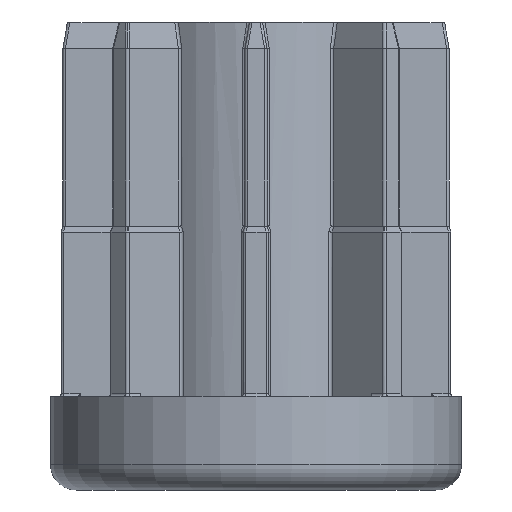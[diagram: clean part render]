
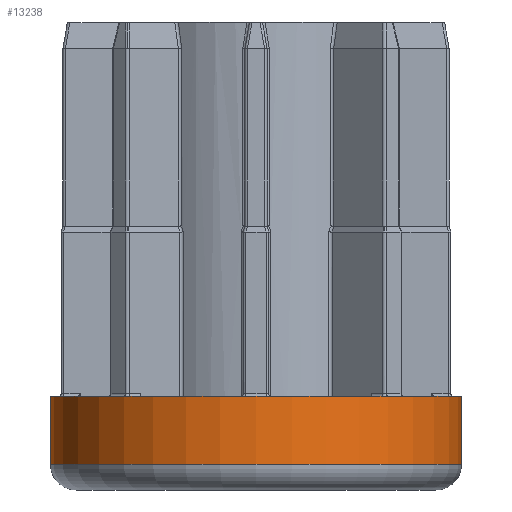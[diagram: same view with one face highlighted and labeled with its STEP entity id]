
A CAD part, front view. The second image highlights one B-rep face of the part: STEP entity #13238.
In plain terms, the highlighted cylindrical face has radius 24.15 mm (diameter 48.3 mm), a partial arc.
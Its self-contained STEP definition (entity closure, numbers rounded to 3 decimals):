
#177 = CARTESIAN_POINT ( 'NONE',  ( 0., 0., 3. ) ) ;
#1021 = ORIENTED_EDGE ( 'NONE', *, *, #4606, .F. ) ;
#1238 = DIRECTION ( 'NONE',  ( 1., 0., 0. ) ) ;
#1571 = DIRECTION ( 'NONE',  ( 0., 0., 1. ) ) ;
#2355 = ORIENTED_EDGE ( 'NONE', *, *, #5509, .T. ) ;
#2894 = CIRCLE ( 'NONE', #6191, 24.15 ) ;
#3345 = DIRECTION ( 'NONE',  ( 0., 0., -1. ) ) ;
#3592 = DIRECTION ( 'NONE',  ( -1., 0., 0. ) ) ;
#3810 = ORIENTED_EDGE ( 'NONE', *, *, #7270, .T. ) ;
#4279 = DIRECTION ( 'NONE',  ( 0., 0., -1. ) ) ;
#4480 = CIRCLE ( 'NONE', #8857, 24.15 ) ;
#4606 = EDGE_CURVE ( 'NONE', #7221, #5692, #2894, .T. ) ;
#5371 = CARTESIAN_POINT ( 'NONE',  ( 24.15, 0., 11. ) ) ;
#5509 = EDGE_CURVE ( 'NONE', #7560, #12000, #4480, .T. ) ;
#5692 = VERTEX_POINT ( 'NONE', #12589 ) ;
#6191 = AXIS2_PLACEMENT_3D ( 'NONE', #7839, #1571, #8894 ) ;
#7221 = VERTEX_POINT ( 'NONE', #11410 ) ;
#7270 = EDGE_CURVE ( 'NONE', #7221, #7560, #8616, .T. ) ;
#7291 = EDGE_CURVE ( 'NONE', #5692, #12000, #8472, .T. ) ;
#7502 = DIRECTION ( 'NONE',  ( 0., 0., 1. ) ) ;
#7560 = VERTEX_POINT ( 'NONE', #10007 ) ;
#7615 = AXIS2_PLACEMENT_3D ( 'NONE', #10823, #7777, #3592 ) ;
#7777 = DIRECTION ( 'NONE',  ( 0., 0., -1. ) ) ;
#7839 = CARTESIAN_POINT ( 'NONE',  ( 0., 0., 11. ) ) ;
#8117 = VECTOR ( 'NONE', #3345, 1000. ) ;
#8446 = VECTOR ( 'NONE', #4279, 1000. ) ;
#8472 = LINE ( 'NONE', #5371, #8117 ) ;
#8616 = LINE ( 'NONE', #9506, #8446 ) ;
#8857 = AXIS2_PLACEMENT_3D ( 'NONE', #177, #7502, #1238 ) ;
#8894 = DIRECTION ( 'NONE',  ( 1., 0., 0. ) ) ;
#9506 = CARTESIAN_POINT ( 'NONE',  ( -24.15, 0., 11. ) ) ;
#10007 = CARTESIAN_POINT ( 'NONE',  ( -24.15, 0., 3. ) ) ;
#10700 = EDGE_LOOP ( 'NONE', ( #12816, #1021, #3810, #2355 ) ) ;
#10823 = CARTESIAN_POINT ( 'NONE',  ( 0., 0., 11. ) ) ;
#11410 = CARTESIAN_POINT ( 'NONE',  ( -24.15, 0., 11. ) ) ;
#11525 = CYLINDRICAL_SURFACE ( 'NONE', #7615, 24.15 ) ;
#11664 = CARTESIAN_POINT ( 'NONE',  ( 24.15, 0., 3. ) ) ;
#11812 = FACE_OUTER_BOUND ( 'NONE', #10700, .T. ) ;
#12000 = VERTEX_POINT ( 'NONE', #11664 ) ;
#12589 = CARTESIAN_POINT ( 'NONE',  ( 24.15, 0., 11. ) ) ;
#12816 = ORIENTED_EDGE ( 'NONE', *, *, #7291, .F. ) ;
#13238 = ADVANCED_FACE ( 'NONE', ( #11812 ), #11525, .T. ) ;
